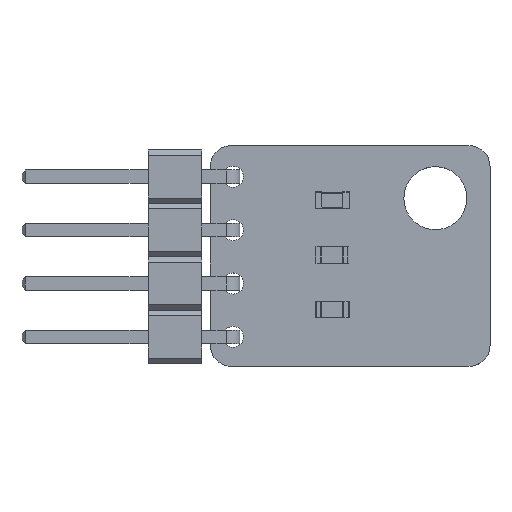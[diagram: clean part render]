
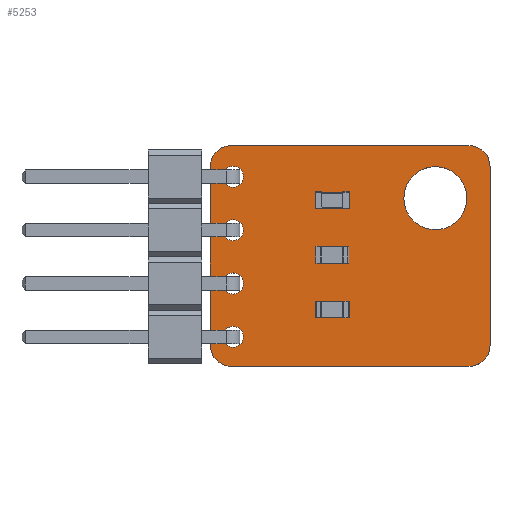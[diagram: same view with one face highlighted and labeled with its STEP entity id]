
A CAD part, top view. The second image highlights one B-rep face of the part: STEP entity #5253.
In plain terms, the highlighted planar face has unit normal (0, 0, 1).
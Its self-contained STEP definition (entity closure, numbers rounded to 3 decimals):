
#5017 = VERTEX_POINT('',#5018);
#5018 = CARTESIAN_POINT('',(102.3,-59.,1.6));
#5024 = EDGE_CURVE('',#5017,#5025,#5027,.T.);
#5025 = VERTEX_POINT('',#5026);
#5026 = CARTESIAN_POINT('',(103.298,-59.902,1.6));
#5027 = CIRCLE('',#5028,0.998);
#5028 = AXIS2_PLACEMENT_3D('',#5029,#5030,#5031);
#5029 = CARTESIAN_POINT('',(102.304,-59.998,1.6));
#5030 = DIRECTION('',(0.,0.,-1.));
#5031 = DIRECTION('',(-0.004,1.,0.));
#5059 = VERTEX_POINT('',#5060);
#5060 = CARTESIAN_POINT('',(91.,-59.,1.6));
#5066 = EDGE_CURVE('',#5059,#5017,#5067,.T.);
#5067 = LINE('',#5068,#5069);
#5068 = CARTESIAN_POINT('',(91.,-59.,1.6));
#5069 = VECTOR('',#5070,1.);
#5070 = DIRECTION('',(1.,0.,0.));
#5088 = EDGE_CURVE('',#5025,#5089,#5091,.T.);
#5089 = VERTEX_POINT('',#5090);
#5090 = CARTESIAN_POINT('',(103.3,-60.,1.6));
#5091 = LINE('',#5092,#5093);
#5092 = CARTESIAN_POINT('',(103.298,-59.902,1.6));
#5093 = VECTOR('',#5094,1.);
#5094 = DIRECTION('',(0.024,-1.,0.));
#5253 = ADVANCED_FACE('',(#5254,#5332,#5343,#5354,#5365,#5376),#5387,.T.
  );
#5254 = FACE_BOUND('',#5255,.T.);
#5255 = EDGE_LOOP('',(#5256,#5257,#5258,#5266,#5275,#5283,#5291,#5300,
    #5308,#5316,#5325,#5331));
#5256 = ORIENTED_EDGE('',*,*,#5024,.F.);
#5257 = ORIENTED_EDGE('',*,*,#5066,.F.);
#5258 = ORIENTED_EDGE('',*,*,#5259,.F.);
#5259 = EDGE_CURVE('',#5260,#5059,#5262,.T.);
#5260 = VERTEX_POINT('',#5261);
#5261 = CARTESIAN_POINT('',(90.902,-59.002,1.6));
#5262 = LINE('',#5263,#5264);
#5263 = CARTESIAN_POINT('',(90.902,-59.002,1.6));
#5264 = VECTOR('',#5265,1.);
#5265 = DIRECTION('',(1.,0.024,0.));
#5266 = ORIENTED_EDGE('',*,*,#5267,.F.);
#5267 = EDGE_CURVE('',#5268,#5260,#5270,.T.);
#5268 = VERTEX_POINT('',#5269);
#5269 = CARTESIAN_POINT('',(90.,-60.,1.6));
#5270 = CIRCLE('',#5271,0.998);
#5271 = AXIS2_PLACEMENT_3D('',#5272,#5273,#5274);
#5272 = CARTESIAN_POINT('',(90.998,-59.996,1.6));
#5273 = DIRECTION('',(0.,0.,-1.));
#5274 = DIRECTION('',(-1.,-0.004,-0.));
#5275 = ORIENTED_EDGE('',*,*,#5276,.F.);
#5276 = EDGE_CURVE('',#5277,#5268,#5279,.T.);
#5277 = VERTEX_POINT('',#5278);
#5278 = CARTESIAN_POINT('',(90.,-68.5,1.6));
#5279 = LINE('',#5280,#5281);
#5280 = CARTESIAN_POINT('',(90.,-68.5,1.6));
#5281 = VECTOR('',#5282,1.);
#5282 = DIRECTION('',(0.,1.,0.));
#5283 = ORIENTED_EDGE('',*,*,#5284,.F.);
#5284 = EDGE_CURVE('',#5285,#5277,#5287,.T.);
#5285 = VERTEX_POINT('',#5286);
#5286 = CARTESIAN_POINT('',(90.002,-68.598,1.6));
#5287 = LINE('',#5288,#5289);
#5288 = CARTESIAN_POINT('',(90.002,-68.598,1.6));
#5289 = VECTOR('',#5290,1.);
#5290 = DIRECTION('',(-0.024,1.,0.));
#5291 = ORIENTED_EDGE('',*,*,#5292,.F.);
#5292 = EDGE_CURVE('',#5293,#5285,#5295,.T.);
#5293 = VERTEX_POINT('',#5294);
#5294 = CARTESIAN_POINT('',(91.,-69.5,1.6));
#5295 = CIRCLE('',#5296,0.998);
#5296 = AXIS2_PLACEMENT_3D('',#5297,#5298,#5299);
#5297 = CARTESIAN_POINT('',(90.996,-68.502,1.6));
#5298 = DIRECTION('',(0.,0.,-1.));
#5299 = DIRECTION('',(0.004,-1.,0.));
#5300 = ORIENTED_EDGE('',*,*,#5301,.F.);
#5301 = EDGE_CURVE('',#5302,#5293,#5304,.T.);
#5302 = VERTEX_POINT('',#5303);
#5303 = CARTESIAN_POINT('',(102.3,-69.5,1.6));
#5304 = LINE('',#5305,#5306);
#5305 = CARTESIAN_POINT('',(102.3,-69.5,1.6));
#5306 = VECTOR('',#5307,1.);
#5307 = DIRECTION('',(-1.,0.,0.));
#5308 = ORIENTED_EDGE('',*,*,#5309,.F.);
#5309 = EDGE_CURVE('',#5310,#5302,#5312,.T.);
#5310 = VERTEX_POINT('',#5311);
#5311 = CARTESIAN_POINT('',(102.398,-69.498,1.6));
#5312 = LINE('',#5313,#5314);
#5313 = CARTESIAN_POINT('',(102.398,-69.498,1.6));
#5314 = VECTOR('',#5315,1.);
#5315 = DIRECTION('',(-1.,-0.024,0.));
#5316 = ORIENTED_EDGE('',*,*,#5317,.F.);
#5317 = EDGE_CURVE('',#5318,#5310,#5320,.T.);
#5318 = VERTEX_POINT('',#5319);
#5319 = CARTESIAN_POINT('',(103.3,-68.5,1.6));
#5320 = CIRCLE('',#5321,0.998);
#5321 = AXIS2_PLACEMENT_3D('',#5322,#5323,#5324);
#5322 = CARTESIAN_POINT('',(102.302,-68.504,1.6));
#5323 = DIRECTION('',(0.,0.,-1.));
#5324 = DIRECTION('',(1.,0.004,0.));
#5325 = ORIENTED_EDGE('',*,*,#5326,.F.);
#5326 = EDGE_CURVE('',#5089,#5318,#5327,.T.);
#5327 = LINE('',#5328,#5329);
#5328 = CARTESIAN_POINT('',(103.3,-60.,1.6));
#5329 = VECTOR('',#5330,1.);
#5330 = DIRECTION('',(0.,-1.,0.));
#5331 = ORIENTED_EDGE('',*,*,#5088,.F.);
#5332 = FACE_BOUND('',#5333,.T.);
#5333 = EDGE_LOOP('',(#5334));
#5334 = ORIENTED_EDGE('',*,*,#5335,.T.);
#5335 = EDGE_CURVE('',#5336,#5336,#5338,.T.);
#5336 = VERTEX_POINT('',#5337);
#5337 = CARTESIAN_POINT('',(91.075,-68.6,1.6));
#5338 = CIRCLE('',#5339,0.5);
#5339 = AXIS2_PLACEMENT_3D('',#5340,#5341,#5342);
#5340 = CARTESIAN_POINT('',(91.075,-68.1,1.6));
#5341 = DIRECTION('',(-0.,0.,-1.));
#5342 = DIRECTION('',(-0.,-1.,0.));
#5343 = FACE_BOUND('',#5344,.T.);
#5344 = EDGE_LOOP('',(#5345));
#5345 = ORIENTED_EDGE('',*,*,#5346,.T.);
#5346 = EDGE_CURVE('',#5347,#5347,#5349,.T.);
#5347 = VERTEX_POINT('',#5348);
#5348 = CARTESIAN_POINT('',(91.075,-66.06,1.6));
#5349 = CIRCLE('',#5350,0.5);
#5350 = AXIS2_PLACEMENT_3D('',#5351,#5352,#5353);
#5351 = CARTESIAN_POINT('',(91.075,-65.56,1.6));
#5352 = DIRECTION('',(-0.,0.,-1.));
#5353 = DIRECTION('',(-0.,-1.,0.));
#5354 = FACE_BOUND('',#5355,.T.);
#5355 = EDGE_LOOP('',(#5356));
#5356 = ORIENTED_EDGE('',*,*,#5357,.T.);
#5357 = EDGE_CURVE('',#5358,#5358,#5360,.T.);
#5358 = VERTEX_POINT('',#5359);
#5359 = CARTESIAN_POINT('',(91.075,-63.52,1.6));
#5360 = CIRCLE('',#5361,0.5);
#5361 = AXIS2_PLACEMENT_3D('',#5362,#5363,#5364);
#5362 = CARTESIAN_POINT('',(91.075,-63.02,1.6));
#5363 = DIRECTION('',(-0.,0.,-1.));
#5364 = DIRECTION('',(-0.,-1.,0.));
#5365 = FACE_BOUND('',#5366,.T.);
#5366 = EDGE_LOOP('',(#5367));
#5367 = ORIENTED_EDGE('',*,*,#5368,.T.);
#5368 = EDGE_CURVE('',#5369,#5369,#5371,.T.);
#5369 = VERTEX_POINT('',#5370);
#5370 = CARTESIAN_POINT('',(91.075,-60.98,1.6));
#5371 = CIRCLE('',#5372,0.5);
#5372 = AXIS2_PLACEMENT_3D('',#5373,#5374,#5375);
#5373 = CARTESIAN_POINT('',(91.075,-60.48,1.6));
#5374 = DIRECTION('',(-0.,0.,-1.));
#5375 = DIRECTION('',(-0.,-1.,0.));
#5376 = FACE_BOUND('',#5377,.T.);
#5377 = EDGE_LOOP('',(#5378));
#5378 = ORIENTED_EDGE('',*,*,#5379,.F.);
#5379 = EDGE_CURVE('',#5380,#5380,#5382,.T.);
#5380 = VERTEX_POINT('',#5381);
#5381 = CARTESIAN_POINT('',(102.2,-61.5,1.6));
#5382 = CIRCLE('',#5383,1.5);
#5383 = AXIS2_PLACEMENT_3D('',#5384,#5385,#5386);
#5384 = CARTESIAN_POINT('',(100.7,-61.5,1.6));
#5385 = DIRECTION('',(0.,0.,1.));
#5386 = DIRECTION('',(1.,0.,-0.));
#5387 = PLANE('',#5388);
#5388 = AXIS2_PLACEMENT_3D('',#5389,#5390,#5391);
#5389 = CARTESIAN_POINT('',(0.,0.,1.6));
#5390 = DIRECTION('',(0.,0.,1.));
#5391 = DIRECTION('',(1.,0.,-0.));
